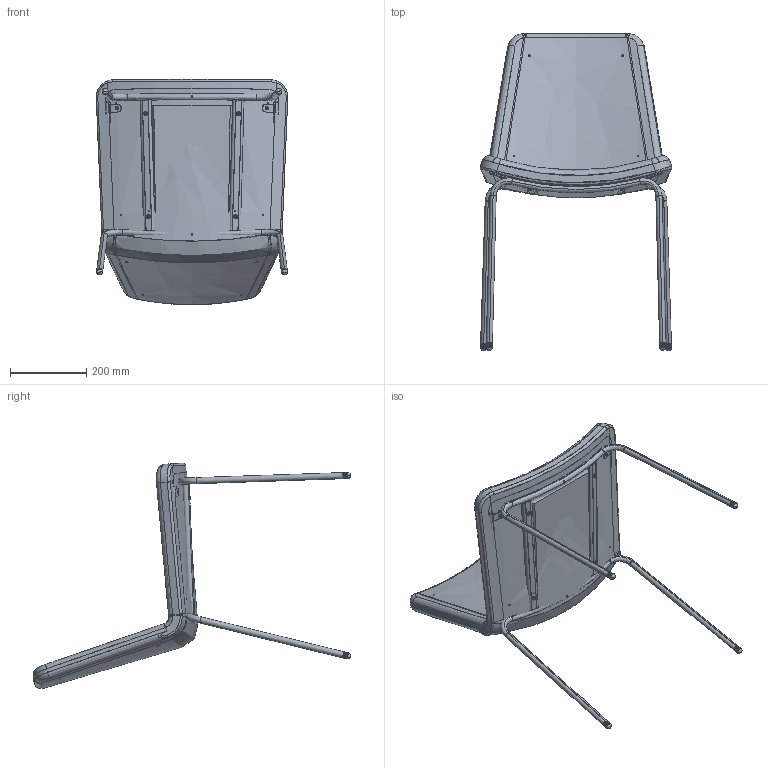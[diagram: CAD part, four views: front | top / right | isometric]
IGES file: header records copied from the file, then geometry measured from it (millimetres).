
Start section: SolidWorks IGES file using NURBS representation for surfaces
Global section: file name: COVER I.IGS; native system: SolidWorks 2011; preprocessor: SolidWorks 2011; author: Alberto; date: 120402.155245; units: millimetre
Bounding box: 501.27 x 830.18 x 589.88 mm (x, y, z)
Surface area: 2002988.9 mm2 (no closed solid volume)
Topology: 0 solids, 0 shells, 875 faces, 16479 edges, 16471 vertices
Faces by surface type: bspline 875
